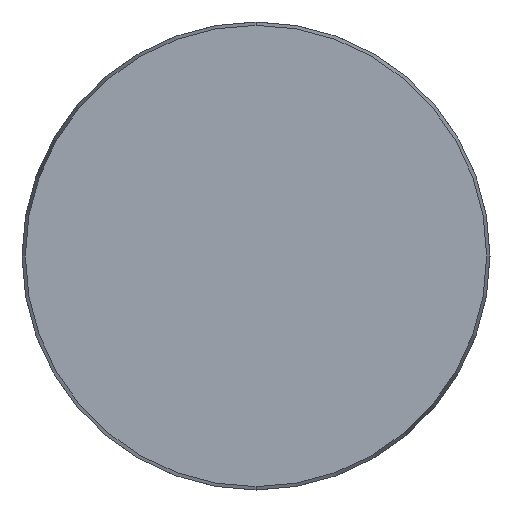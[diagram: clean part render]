
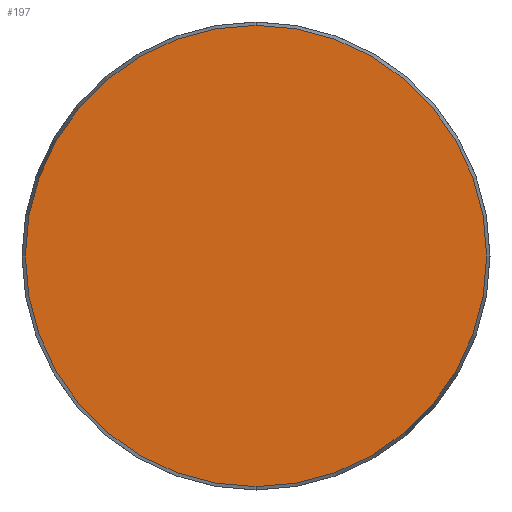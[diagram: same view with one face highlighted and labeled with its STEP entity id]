
A CAD part, front view. The second image highlights one B-rep face of the part: STEP entity #197.
In plain terms, the highlighted planar face has unit normal (0, -1, 0).
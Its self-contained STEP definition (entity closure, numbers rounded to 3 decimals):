
#115 = AXIS2_PLACEMENT_3D ( 'NONE', #1106, #366, #277 ) ;
#161 = EDGE_CURVE ( 'NONE', #671, #1067, #1160, .T. ) ;
#197 = ADVANCED_FACE ( 'NONE', ( #1116 ), #295, .F. ) ;
#218 = DIRECTION ( 'NONE',  ( 0., -1., 0. ) ) ;
#277 = DIRECTION ( 'NONE',  ( 0., 0., -1. ) ) ;
#295 = PLANE ( 'NONE',  #988 ) ;
#323 = CARTESIAN_POINT ( 'NONE',  ( 0., 0., 59.143 ) ) ;
#366 = DIRECTION ( 'NONE',  ( 0., -1., 0. ) ) ;
#467 = ORIENTED_EDGE ( 'NONE', *, *, #161, .T. ) ;
#500 = EDGE_LOOP ( 'NONE', ( #467, #903 ) ) ;
#581 = DIRECTION ( 'NONE',  ( 0., 0., -1. ) ) ;
#614 = EDGE_CURVE ( 'NONE', #1067, #671, #1011, .T. ) ;
#661 = CARTESIAN_POINT ( 'NONE',  ( -59.143, 0., 0. ) ) ;
#671 = VERTEX_POINT ( 'NONE', #323 ) ;
#746 = AXIS2_PLACEMENT_3D ( 'NONE', #1039, #218, #581 ) ;
#760 = DIRECTION ( 'NONE',  ( 0., 1., 0. ) ) ;
#903 = ORIENTED_EDGE ( 'NONE', *, *, #614, .T. ) ;
#988 = AXIS2_PLACEMENT_3D ( 'NONE', #661, #760, #1119 ) ;
#1011 = CIRCLE ( 'NONE', #115, 59.143 ) ;
#1039 = CARTESIAN_POINT ( 'NONE',  ( 0., 0., 0. ) ) ;
#1067 = VERTEX_POINT ( 'NONE', #1081 ) ;
#1081 = CARTESIAN_POINT ( 'NONE',  ( 0., 0., -59.143 ) ) ;
#1106 = CARTESIAN_POINT ( 'NONE',  ( 0., 0., 0. ) ) ;
#1116 = FACE_OUTER_BOUND ( 'NONE', #500, .T. ) ;
#1119 = DIRECTION ( 'NONE',  ( 0., 0., 1. ) ) ;
#1160 = CIRCLE ( 'NONE', #746, 59.143 ) ;
